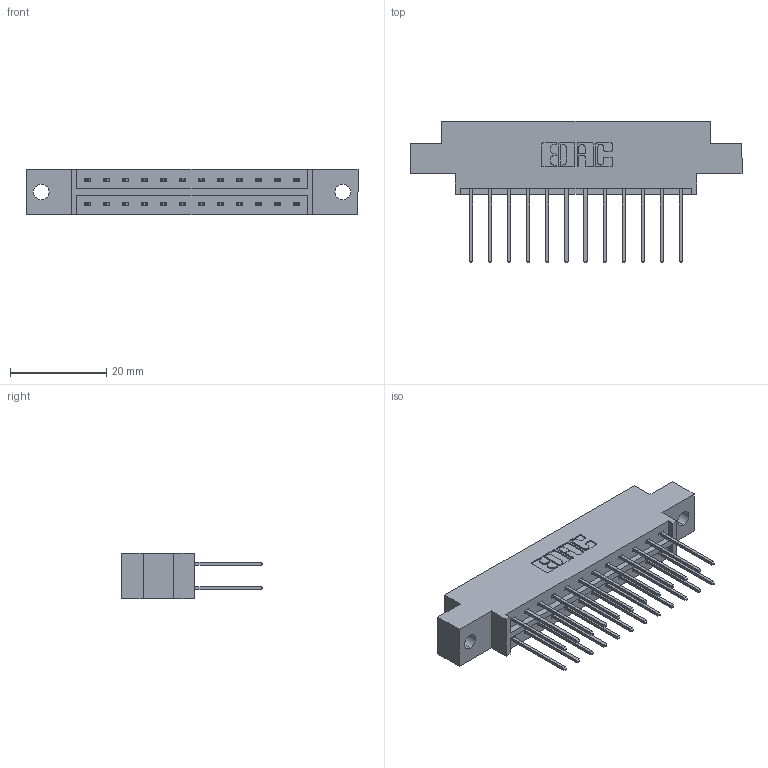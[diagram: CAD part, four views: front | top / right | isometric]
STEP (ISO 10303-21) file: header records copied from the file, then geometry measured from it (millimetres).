
FILE_DESCRIPTION (( 'STEP AP203' ), '1' );
FILE_NAME ('333-024-540-802.STEP', '2018-08-02T04:49:30', ( '' ), ( '' ), 'SwSTEP 2.0', 'SolidWorks 2016', '' );
FILE_SCHEMA (( 'CONFIG_CONTROL_DESIGN' ));
Length unit declared in the file: inch
Products named in the file (3): 345-292-001_345-293-140; 333-024-540-802; 333 Part_Offset - .128 Dia
Assembly tree (25 placements, depth 2):
  333-024-540-802
    333 Part_Offset - .128 Dia
    345-292-001_345-293-140  x24
Bounding box: 69.09 x 29.47 x 9.4 mm (x, y, z)
Volume: 6599.4 mm3; surface area: 7874 mm2
Topology: 25 solids, 25 shells, 1366 faces, 4043 edges, 2662 vertices
Faces by surface type: plane 938, cylinder 428
Entity records: 11753 total; most frequent: CARTESIAN_POINT 1986, ORIENTED_EDGE 1922, DIRECTION 1749, EDGE_CURVE 961, VECTOR 833, LINE 833, VERTEX_POINT 638, AXIS2_PLACEMENT_3D 458
